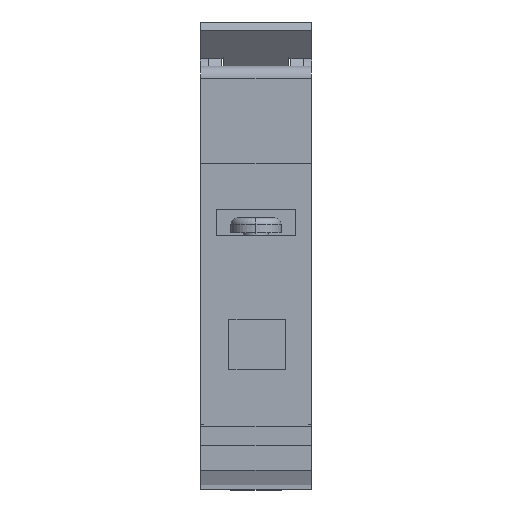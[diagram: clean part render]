
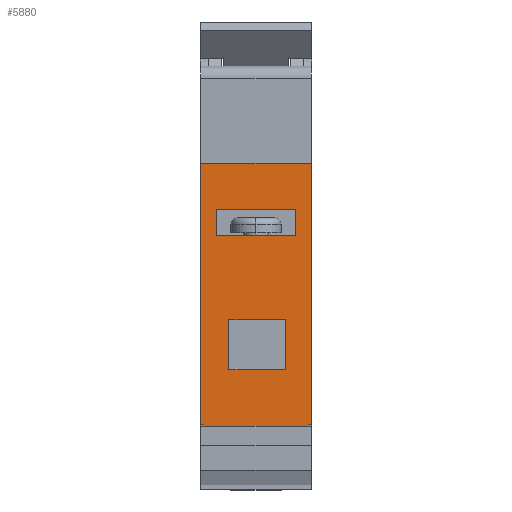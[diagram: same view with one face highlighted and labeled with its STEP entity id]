
A CAD part, top view. The second image highlights one B-rep face of the part: STEP entity #5880.
In plain terms, the highlighted planar face has unit normal (0, 0, 1).
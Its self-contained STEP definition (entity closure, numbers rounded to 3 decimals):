
#2310 = CARTESIAN_POINT ( 'NONE',  ( 17.633, 3.25, 0. ) ) ;
#3442 = DIRECTION ( 'NONE',  ( -1., 0., 0. ) ) ;
#4041 = EDGE_CURVE ( 'NONE', #5860, #5642, #7891, .T. ) ;
#4442 = DIRECTION ( 'NONE',  ( 0., 0., -1. ) ) ;
#4443 = AXIS2_PLACEMENT_3D ( 'NONE', #4530, #4442, #3442 ) ;
#4530 = CARTESIAN_POINT ( 'NONE',  ( 17.633, 3., 0. ) ) ;
#4531 = PLANE ( 'NONE',  #4443 ) ;
#4602 = VECTOR ( 'NONE', #4915, 1000. ) ;
#4604 = DIRECTION ( 'NONE',  ( 1., 0., 0. ) ) ;
#4617 = CARTESIAN_POINT ( 'NONE',  ( 17.633, 3.25, 0. ) ) ;
#4628 = CARTESIAN_POINT ( 'NONE',  ( 0., 3., 0. ) ) ;
#4629 = LINE ( 'NONE', #4628, #4740 ) ;
#4646 = CARTESIAN_POINT ( 'NONE',  ( 0.5, 3.25, 0. ) ) ;
#4657 = DIRECTION ( 'NONE',  ( 0., -1., 0. ) ) ;
#4659 = LINE ( 'NONE', #4827, #4602 ) ;
#4662 = LINE ( 'NONE', #4617, #4905 ) ;
#4703 = CARTESIAN_POINT ( 'NONE',  ( 0., 3.25, 0. ) ) ;
#4739 = DIRECTION ( 'NONE',  ( 0., -1., 0. ) ) ;
#4740 = VECTOR ( 'NONE', #4739, 1000. ) ;
#4742 = CARTESIAN_POINT ( 'NONE',  ( 17.133, 3., 0. ) ) ;
#4746 = CARTESIAN_POINT ( 'NONE',  ( 0., 45., 0. ) ) ;
#4748 = CARTESIAN_POINT ( 'NONE',  ( 17.633, 3., 0. ) ) ;
#4749 = LINE ( 'NONE', #4748, #4819 ) ;
#4784 = CARTESIAN_POINT ( 'NONE',  ( 0.5, 3., 0. ) ) ;
#4818 = DIRECTION ( 'NONE',  ( -1., 0., 0. ) ) ;
#4819 = VECTOR ( 'NONE', #4818, 1000. ) ;
#4827 = CARTESIAN_POINT ( 'NONE',  ( 17.133, 3., 0. ) ) ;
#4828 = LINE ( 'NONE', #4860, #4859 ) ;
#4859 = VECTOR ( 'NONE', #4657, 1000. ) ;
#4860 = CARTESIAN_POINT ( 'NONE',  ( 0.5, 3., 0. ) ) ;
#4905 = VECTOR ( 'NONE', #4604, 1000. ) ;
#4915 = DIRECTION ( 'NONE',  ( 0., 1., 0. ) ) ;
#5452 = CARTESIAN_POINT ( 'NONE',  ( 4.5, 12., 0. ) ) ;
#5491 = FACE_BOUND ( 'NONE', #5858, .T. ) ;
#5501 = VERTEX_POINT ( 'NONE', #2310 ) ;
#5542 = CARTESIAN_POINT ( 'NONE',  ( 13.5, 12., 0. ) ) ;
#5545 = CARTESIAN_POINT ( 'NONE',  ( 17.133, 3.25, 0. ) ) ;
#5548 = DIRECTION ( 'NONE',  ( 0., 1., 0. ) ) ;
#5551 = VECTOR ( 'NONE', #5548, 1000. ) ;
#5617 = ORIENTED_EDGE ( 'NONE', *, *, #5631, .T. ) ;
#5618 = VERTEX_POINT ( 'NONE', #4742 ) ;
#5620 = VERTEX_POINT ( 'NONE', #4784 ) ;
#5622 = ORIENTED_EDGE ( 'NONE', *, *, #5639, .F. ) ;
#5625 = ORIENTED_EDGE ( 'NONE', *, *, #5657, .T. ) ;
#5631 = EDGE_CURVE ( 'NONE', #5652, #5650, #4662, .T. ) ;
#5633 = ORIENTED_EDGE ( 'NONE', *, *, #5635, .T. ) ;
#5635 = EDGE_CURVE ( 'NONE', #5618, #5818, #4659, .T. ) ;
#5637 = EDGE_CURVE ( 'NONE', #5650, #5620, #4828, .T. ) ;
#5639 = EDGE_CURVE ( 'NONE', #5618, #5620, #4749, .T. ) ;
#5642 = VERTEX_POINT ( 'NONE', #4746 ) ;
#5644 = ORIENTED_EDGE ( 'NONE', *, *, #5637, .T. ) ;
#5650 = VERTEX_POINT ( 'NONE', #4646 ) ;
#5652 = VERTEX_POINT ( 'NONE', #4703 ) ;
#5657 = EDGE_CURVE ( 'NONE', #5642, #5652, #4629, .T. ) ;
#5683 = DIRECTION ( 'NONE',  ( -1., 0., 0. ) ) ;
#5684 = VECTOR ( 'NONE', #5683, 1000. ) ;
#5686 = CARTESIAN_POINT ( 'NONE',  ( 17.633, 3.25, 0. ) ) ;
#5688 = LINE ( 'NONE', #5686, #5684 ) ;
#5696 = DIRECTION ( 'NONE',  ( 0., 1., 0. ) ) ;
#5697 = VECTOR ( 'NONE', #5696, 1000. ) ;
#5698 = CARTESIAN_POINT ( 'NONE',  ( 2.517, 37.61, 0. ) ) ;
#5699 = LINE ( 'NONE', #5698, #5697 ) ;
#5700 = DIRECTION ( 'NONE',  ( -1., 0., 0. ) ) ;
#5702 = DIRECTION ( 'NONE',  ( 1., 0., 0. ) ) ;
#5704 = VECTOR ( 'NONE', #5702, 1000. ) ;
#5705 = CARTESIAN_POINT ( 'NONE',  ( 4.5, 12., 0. ) ) ;
#5706 = LINE ( 'NONE', #5705, #5704 ) ;
#5754 = FACE_OUTER_BOUND ( 'NONE', #5822, .T. ) ;
#5757 = FACE_BOUND ( 'NONE', #5841, .T. ) ;
#5797 = VERTEX_POINT ( 'NONE', #5452 ) ;
#5800 = VERTEX_POINT ( 'NONE', #6008 ) ;
#5802 = ORIENTED_EDGE ( 'NONE', *, *, #5827, .F. ) ;
#5805 = ORIENTED_EDGE ( 'NONE', *, *, #5807, .F. ) ;
#5807 = EDGE_CURVE ( 'NONE', #5800, #5797, #5999, .T. ) ;
#5809 = ORIENTED_EDGE ( 'NONE', *, *, #5872, .F. ) ;
#5812 = ORIENTED_EDGE ( 'NONE', *, *, #4041, .T. ) ;
#5813 = ORIENTED_EDGE ( 'NONE', *, *, #5823, .F. ) ;
#5815 = EDGE_CURVE ( 'NONE', #5820, #5824, #6018, .T. ) ;
#5818 = VERTEX_POINT ( 'NONE', #5545 ) ;
#5820 = VERTEX_POINT ( 'NONE', #5542 ) ;
#5822 = EDGE_LOOP ( 'NONE', ( #5802, #5809, #5812, #5625, #5617, #5644, #5622, #5633 ) ) ;
#5823 = EDGE_CURVE ( 'NONE', #5824, #5800, #5949, .T. ) ;
#5824 = VERTEX_POINT ( 'NONE', #5940 ) ;
#5827 = EDGE_CURVE ( 'NONE', #5501, #5818, #5688, .T. ) ;
#5829 = ORIENTED_EDGE ( 'NONE', *, *, #5815, .F. ) ;
#5831 = ORIENTED_EDGE ( 'NONE', *, *, #5835, .T. ) ;
#5832 = VERTEX_POINT ( 'NONE', #5922 ) ;
#5833 = EDGE_CURVE ( 'NONE', #5868, #5843, #5916, .T. ) ;
#5835 = EDGE_CURVE ( 'NONE', #5843, #5832, #5699, .T. ) ;
#5838 = EDGE_CURVE ( 'NONE', #5832, #5883, #5986, .T. ) ;
#5841 = EDGE_LOOP ( 'NONE', ( #5845, #5805, #5813, #5829 ) ) ;
#5843 = VERTEX_POINT ( 'NONE', #5974 ) ;
#5845 = ORIENTED_EDGE ( 'NONE', *, *, #5849, .F. ) ;
#5846 = DIRECTION ( 'NONE',  ( 0., -1., 0. ) ) ;
#5849 = EDGE_CURVE ( 'NONE', #5797, #5820, #5706, .T. ) ;
#5848 = VECTOR ( 'NONE', #5846, 1000. ) ;
#5851 = CARTESIAN_POINT ( 'NONE',  ( 17.633, 3., 0. ) ) ;
#5852 = ORIENTED_EDGE ( 'NONE', *, *, #5838, .T. ) ;
#5853 = LINE ( 'NONE', #5851, #5848 ) ;
#5858 = EDGE_LOOP ( 'NONE', ( #5881, #5866, #5831, #5852 ) ) ;
#5860 = VERTEX_POINT ( 'NONE', #5865 ) ;
#5862 = CARTESIAN_POINT ( 'NONE',  ( 15.117, 33.36, 0. ) ) ;
#5865 = CARTESIAN_POINT ( 'NONE',  ( 17.633, 45., 0. ) ) ;
#5866 = ORIENTED_EDGE ( 'NONE', *, *, #5833, .T. ) ;
#5868 = VERTEX_POINT ( 'NONE', #5862 ) ;
#5872 = EDGE_CURVE ( 'NONE', #5860, #5501, #5853, .T. ) ;
#5880 = ADVANCED_FACE ( 'NONE', ( #5491, #5757, #5754 ), #4531, .F. ) ;
#5881 = ORIENTED_EDGE ( 'NONE', *, *, #5885, .T. ) ;
#5883 = VERTEX_POINT ( 'NONE', #6119 ) ;
#5885 = EDGE_CURVE ( 'NONE', #5883, #5868, #6038, .T. ) ;
#5911 = VECTOR ( 'NONE', #5700, 1000. ) ;
#5913 = CARTESIAN_POINT ( 'NONE',  ( 15.117, 33.36, 0. ) ) ;
#5916 = LINE ( 'NONE', #5913, #5911 ) ;
#5922 = CARTESIAN_POINT ( 'NONE',  ( 2.517, 37.61, 0. ) ) ;
#5940 = CARTESIAN_POINT ( 'NONE',  ( 13.5, 20., 0. ) ) ;
#5942 = DIRECTION ( 'NONE',  ( -1., 0., 0. ) ) ;
#5944 = VECTOR ( 'NONE', #5942, 1000. ) ;
#5946 = CARTESIAN_POINT ( 'NONE',  ( 4.5, 20., 0. ) ) ;
#5949 = LINE ( 'NONE', #5946, #5944 ) ;
#5974 = CARTESIAN_POINT ( 'NONE',  ( 2.517, 33.36, 0. ) ) ;
#5979 = DIRECTION ( 'NONE',  ( 1., 0., 0. ) ) ;
#5981 = VECTOR ( 'NONE', #5979, 1000. ) ;
#5985 = CARTESIAN_POINT ( 'NONE',  ( 15.117, 37.61, 0. ) ) ;
#5986 = LINE ( 'NONE', #5985, #5981 ) ;
#5998 = CARTESIAN_POINT ( 'NONE',  ( 4.5, 20., 0. ) ) ;
#5999 = LINE ( 'NONE', #5998, #6023 ) ;
#6008 = CARTESIAN_POINT ( 'NONE',  ( 4.5, 20., 0. ) ) ;
#6017 = CARTESIAN_POINT ( 'NONE',  ( 13.5, 20., 0. ) ) ;
#6018 = LINE ( 'NONE', #6017, #5551 ) ;
#6022 = DIRECTION ( 'NONE',  ( 0., -1., 0. ) ) ;
#6023 = VECTOR ( 'NONE', #6022, 1000. ) ;
#6038 = LINE ( 'NONE', #6082, #6166 ) ;
#6082 = CARTESIAN_POINT ( 'NONE',  ( 15.117, 37.61, 0. ) ) ;
#6107 = DIRECTION ( 'NONE',  ( 0., -1., 0. ) ) ;
#6119 = CARTESIAN_POINT ( 'NONE',  ( 15.117, 37.61, 0. ) ) ;
#6166 = VECTOR ( 'NONE', #6107, 1000. ) ;
#7853 = DIRECTION ( 'NONE',  ( -1., 0., 0. ) ) ;
#7854 = VECTOR ( 'NONE', #7853, 1000. ) ;
#7890 = CARTESIAN_POINT ( 'NONE',  ( 17.633, 45., 0. ) ) ;
#7891 = LINE ( 'NONE', #7890, #7854 ) ;
